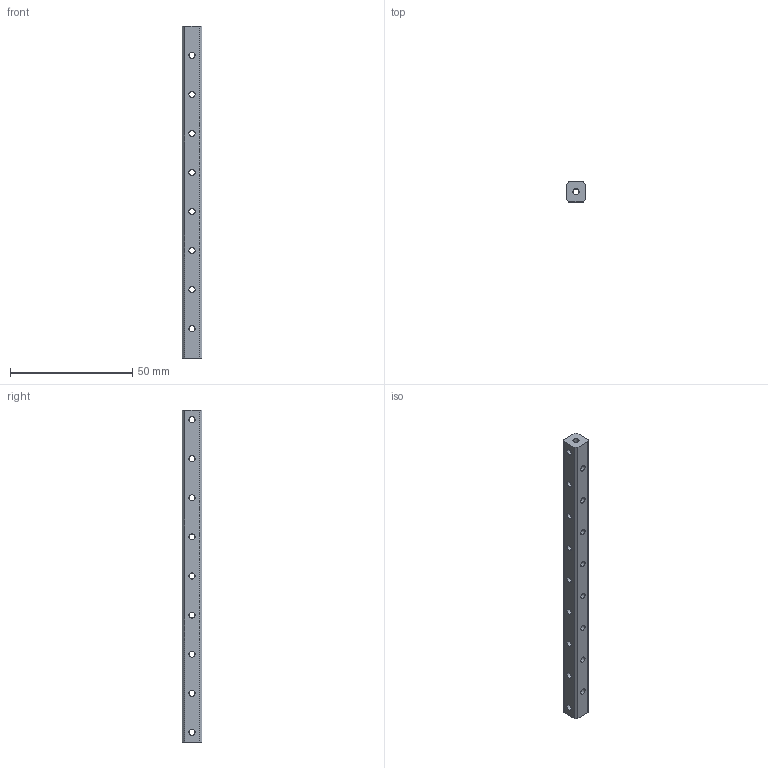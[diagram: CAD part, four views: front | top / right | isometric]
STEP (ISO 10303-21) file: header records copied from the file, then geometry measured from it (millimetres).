
FILE_DESCRIPTION (( 'STEP AP203' ), '1' );
FILE_NAME ('REV-41-1738.STEP', '2019-07-12T00:51:05', ( '' ), ( '' ), 'SwSTEP 2.0', 'SolidWorks 2018', '' );
FILE_SCHEMA (( 'CONFIG_CONTROL_DESIGN' ));
Length unit declared in the file: millimetre
Products named in the file (1): REV-41-1738
Bounding box: 8 x 8 x 136 mm (x, y, z)
Volume: 7272.4 mm3; surface area: 5680.2 mm2
Topology: 1 solids, 1 shells, 122 faces, 360 edges, 206 vertices
Faces by surface type: cylinder 112, plane 10
Entity records: 4153 total; most frequent: CARTESIAN_POINT 1097, ORIENTED_EDGE 720, DIRECTION 558, EDGE_CURVE 360, AXIS2_PLACEMENT_3D 211, VERTEX_POINT 206, EDGE_LOOP 158, LINE 136
